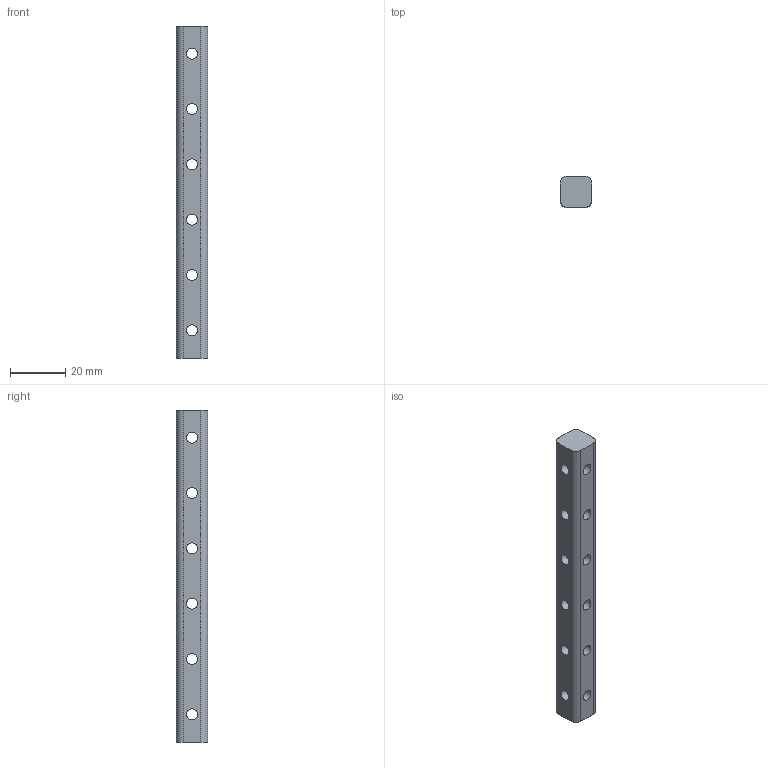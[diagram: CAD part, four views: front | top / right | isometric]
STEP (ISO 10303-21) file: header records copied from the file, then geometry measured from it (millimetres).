
FILE_DESCRIPTION(/* description */ (''),/* implementation_level */ '2;1');
FILE_NAME(/* name */ 'Connecting piece.step',/* time_stamp */ '2025-05-12T16:44:14+02:00',/* author */ (''),/* organization */ (''),/* preprocessor_version */ 'ST-DEVELOPER v20.1',/* originating_system */ 'Autodesk Translation Framework v14.4.0.0',/* authorisation */ '');
FILE_SCHEMA (('AUTOMOTIVE_DESIGN { 1 0 10303 214 3 1 1 }'));
Length unit declared in the file: millimetre
Products named in the file (2): Final design; Component19
Assembly tree (1 placements, depth 2):
  Final design
    Component19
Bounding box: 11.3 x 11.3 x 120 mm (x, y, z)
Volume: 13231 mm3; surface area: 6172 mm2
Topology: 1 solids, 1 shells, 34 faces, 108 edges, 64 vertices
Faces by surface type: cylinder 28, plane 6
Full cylindrical faces by diameter (mm): 4 x24
Entity records: 1333 total; most frequent: DIRECTION 250, ORIENTED_EDGE 216, CARTESIAN_POINT 209, EDGE_CURVE 108, AXIS2_PLACEMENT_3D 105, VERTEX_POINT 64, EDGE_LOOP 58, LINE 40
